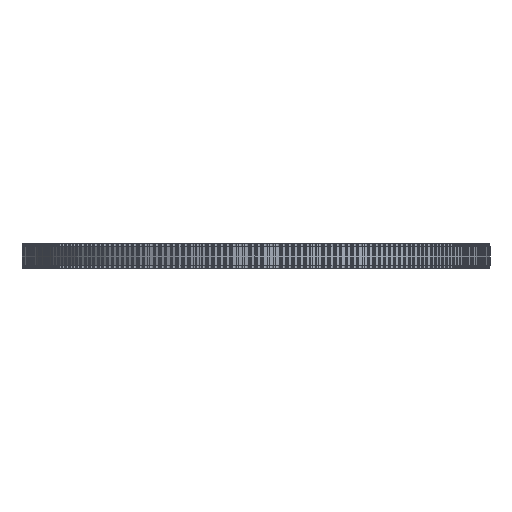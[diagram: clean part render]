
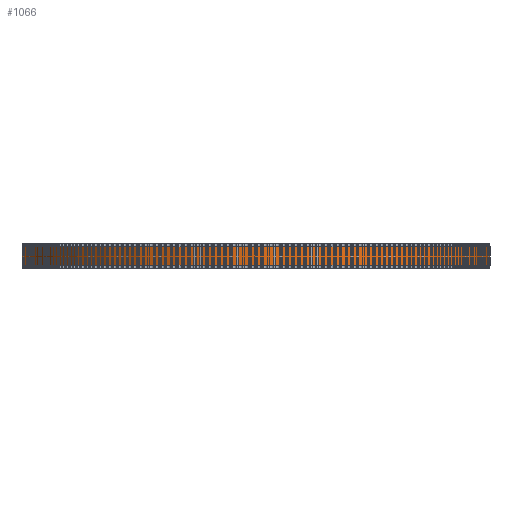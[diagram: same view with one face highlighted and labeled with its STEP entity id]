
A CAD part, front view. The second image highlights one B-rep face of the part: STEP entity #1066.
In plain terms, the highlighted cylindrical face has radius 75.121 mm (diameter 150.242 mm), a full revolution.
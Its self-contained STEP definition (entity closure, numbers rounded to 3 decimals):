
#97=FACE_BOUND('',#3904,.T.);
#98=FACE_BOUND('',#3905,.T.);
#1066=ADVANCED_FACE('',(#97,#98),#2011,.T.);
#2011=CYLINDRICAL_SURFACE('',#20911,75.121);
#3904=EDGE_LOOP('',(#11458));
#3905=EDGE_LOOP('',(#11459));
#11458=ORIENTED_EDGE('',*,*,#16182,.T.);
#11459=ORIENTED_EDGE('',*,*,#16183,.T.);
#13348=VERTEX_POINT('',#33200);
#13349=VERTEX_POINT('',#33202);
#16182=EDGE_CURVE('',#13348,#13348,#18072,.T.);
#16183=EDGE_CURVE('',#13349,#13349,#18073,.T.);
#18072=CIRCLE('',#20909,75.121);
#18073=CIRCLE('',#20910,75.121);
#20909=AXIS2_PLACEMENT_3D('',#33199,#27526,#27527);
#20910=AXIS2_PLACEMENT_3D('',#33201,#27528,#27529);
#20911=AXIS2_PLACEMENT_3D('',#33203,#27530,#27531);
#27526=DIRECTION('',(0.,0.,1.));
#27527=DIRECTION('',(1.,0.,0.));
#27528=DIRECTION('',(0.,0.,-1.));
#27529=DIRECTION('',(1.,0.,0.));
#27530=DIRECTION('',(0.,0.,1.));
#27531=DIRECTION('',(1.,0.,0.));
#33199=CARTESIAN_POINT('',(0.,0.,1.));
#33200=CARTESIAN_POINT('',(75.121,0.,1.));
#33201=CARTESIAN_POINT('',(0.,0.,7.));
#33202=CARTESIAN_POINT('',(75.121,0.,7.));
#33203=CARTESIAN_POINT('',(0.,0.,1.));
